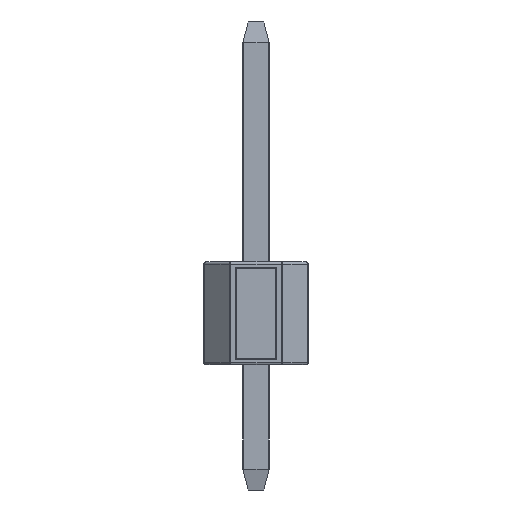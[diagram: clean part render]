
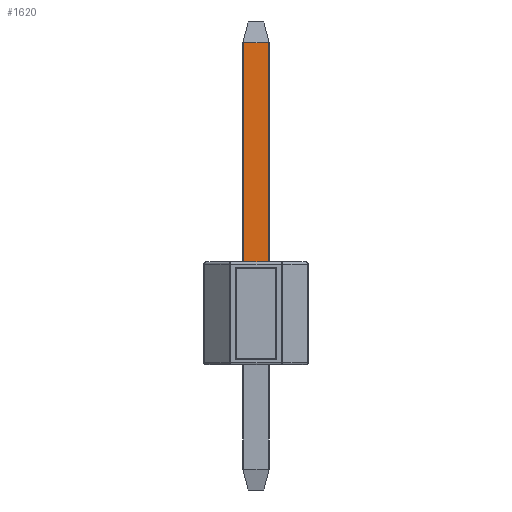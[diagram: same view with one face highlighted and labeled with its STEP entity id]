
A CAD part, left-side view. The second image highlights one B-rep face of the part: STEP entity #1620.
In plain terms, the highlighted planar face has unit normal (-1, 0, 0).
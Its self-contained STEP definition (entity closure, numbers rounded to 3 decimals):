
#271=FACE_OUTER_BOUND('',#365,.T.);
#365=EDGE_LOOP('',(#1310,#1311,#1312,#1313));
#474=LINE('',#2661,#614);
#497=LINE('',#2709,#637);
#498=LINE('',#2711,#638);
#499=LINE('',#2712,#639);
#614=VECTOR('',#2195,10.);
#637=VECTOR('',#2246,10.);
#638=VECTOR('',#2247,10.);
#639=VECTOR('',#2248,10.);
#678=VERTEX_POINT('',#2402);
#681=VERTEX_POINT('',#2409);
#760=VERTEX_POINT('',#2708);
#761=VERTEX_POINT('',#2710);
#930=EDGE_CURVE('',#681,#678,#474,.T.);
#953=EDGE_CURVE('',#760,#678,#497,.T.);
#954=EDGE_CURVE('',#761,#760,#498,.T.);
#955=EDGE_CURVE('',#681,#761,#499,.T.);
#1310=ORIENTED_EDGE('',*,*,#930,.T.);
#1311=ORIENTED_EDGE('',*,*,#953,.F.);
#1312=ORIENTED_EDGE('',*,*,#954,.F.);
#1313=ORIENTED_EDGE('',*,*,#955,.F.);
#1443=PLANE('',#1820);
#1620=ADVANCED_FACE('',(#271),#1443,.T.);
#1820=AXIS2_PLACEMENT_3D('',#2707,#2244,#2245);
#2195=DIRECTION('',(0.,-1.,0.));
#2244=DIRECTION('center_axis',(-1.,0.,0.));
#2245=DIRECTION('ref_axis',(0.,0.,1.));
#2246=DIRECTION('',(0.,0.,-1.));
#2247=DIRECTION('',(0.,-1.,0.));
#2248=DIRECTION('',(0.,0.,1.));
#2402=CARTESIAN_POINT('',(-0.32,-0.297,2.5));
#2409=CARTESIAN_POINT('',(-0.32,0.292,2.5));
#2661=CARTESIAN_POINT('',(-0.32,-0.003,2.5));
#2707=CARTESIAN_POINT('Origin',(-0.32,-0.003,2.645));
#2708=CARTESIAN_POINT('',(-0.32,-0.297,7.832));
#2709=CARTESIAN_POINT('',(-0.32,-0.297,5.493));
#2710=CARTESIAN_POINT('',(-0.32,0.292,7.832));
#2711=CARTESIAN_POINT('',(-0.32,0.158,7.832));
#2712=CARTESIAN_POINT('',(-0.32,0.292,-0.202));
